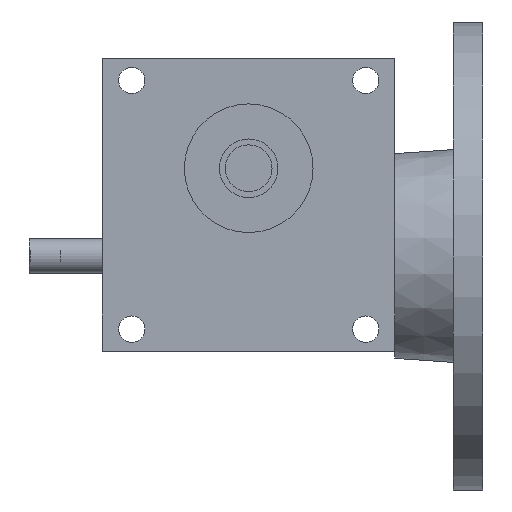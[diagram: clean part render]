
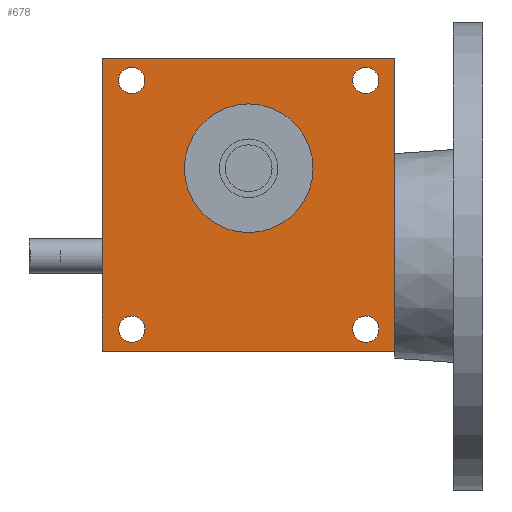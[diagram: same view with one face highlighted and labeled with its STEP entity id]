
A CAD part, front view. The second image highlights one B-rep face of the part: STEP entity #678.
In plain terms, the highlighted planar face has unit normal (0, -1, 0).
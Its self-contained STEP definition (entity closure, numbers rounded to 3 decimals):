
#678 = ADVANCED_FACE( '', ( #1385, #1386, #1387, #1388, #1389, #1390 ), #1391, .F. );
#1385 = FACE_BOUND( '', #2066, .T. );
#1386 = FACE_BOUND( '', #2067, .T. );
#1387 = FACE_BOUND( '', #2068, .T. );
#1388 = FACE_BOUND( '', #2069, .T. );
#1389 = FACE_BOUND( '', #2070, .T. );
#1390 = FACE_OUTER_BOUND( '', #2071, .T. );
#1391 = PLANE( '', #2072 );
#2066 = EDGE_LOOP( '', ( #3621 ) );
#2067 = EDGE_LOOP( '', ( #3622 ) );
#2068 = EDGE_LOOP( '', ( #3623 ) );
#2069 = EDGE_LOOP( '', ( #3624 ) );
#2070 = EDGE_LOOP( '', ( #3625 ) );
#2071 = EDGE_LOOP( '', ( #3626, #3627, #3628, #3629 ) );
#2072 = AXIS2_PLACEMENT_3D( '', #3630, #3631, #3632 );
#3621 = ORIENTED_EDGE( '', *, *, #4267, .T. );
#3622 = ORIENTED_EDGE( '', *, *, #4102, .T. );
#3623 = ORIENTED_EDGE( '', *, *, #4071, .T. );
#3624 = ORIENTED_EDGE( '', *, *, #3695, .T. );
#3625 = ORIENTED_EDGE( '', *, *, #4133, .T. );
#3626 = ORIENTED_EDGE( '', *, *, #4059, .T. );
#3627 = ORIENTED_EDGE( '', *, *, #3742, .F. );
#3628 = ORIENTED_EDGE( '', *, *, #3911, .F. );
#3629 = ORIENTED_EDGE( '', *, *, #4063, .T. );
#3630 = CARTESIAN_POINT( '', ( -50., -35., 50. ) );
#3631 = DIRECTION( '', ( 0., 1., 0. ) );
#3632 = DIRECTION( '', ( 0., 0., 1. ) );
#3695 = EDGE_CURVE( '', #4316, #4316, #4317, .T. );
#3742 = EDGE_CURVE( '', #4394, #4389, #4396, .T. );
#3911 = EDGE_CURVE( '', #4684, #4394, #4686, .T. );
#4059 = EDGE_CURVE( '', #4912, #4389, #4914, .T. );
#4063 = EDGE_CURVE( '', #4684, #4912, #4920, .T. );
#4071 = EDGE_CURVE( '', #4928, #4928, #4929, .T. );
#4102 = EDGE_CURVE( '', #4970, #4970, #4971, .T. );
#4133 = EDGE_CURVE( '', #5011, #5011, #5012, .T. );
#4267 = EDGE_CURVE( '', #5164, #5164, #5165, .T. );
#4316 = VERTEX_POINT( '', #5225 );
#4317 = CIRCLE( '', #5226, 4.5 );
#4389 = VERTEX_POINT( '', #5318 );
#4394 = VERTEX_POINT( '', #5325 );
#4396 = LINE( '', #5328, #5329 );
#4684 = VERTEX_POINT( '', #5756 );
#4686 = LINE( '', #5759, #5760 );
#4912 = VERTEX_POINT( '', #6056 );
#4914 = LINE( '', #6059, #6060 );
#4920 = LINE( '', #6066, #6067 );
#4928 = VERTEX_POINT( '', #6077 );
#4929 = CIRCLE( '', #6078, 4.5 );
#4970 = VERTEX_POINT( '', #6134 );
#4971 = CIRCLE( '', #6135, 4.5 );
#5011 = VERTEX_POINT( '', #6185 );
#5012 = CIRCLE( '', #6186, 22. );
#5164 = VERTEX_POINT( '', #6378 );
#5165 = CIRCLE( '', #6379, 4.5 );
#5225 = CARTESIAN_POINT( '', ( 44.5, -35., -42.5 ) );
#5226 = AXIS2_PLACEMENT_3D( '', #6415, #6416, #6417 );
#5318 = CARTESIAN_POINT( '', ( 50., -35., -50. ) );
#5325 = CARTESIAN_POINT( '', ( 50., -35., 50. ) );
#5328 = CARTESIAN_POINT( '', ( 50., -35., 50. ) );
#5329 = VECTOR( '', #6471, 1000. );
#5756 = CARTESIAN_POINT( '', ( -50., -35., 50. ) );
#5759 = CARTESIAN_POINT( '', ( -50., -35., 50. ) );
#5760 = VECTOR( '', #6704, 1000. );
#6056 = CARTESIAN_POINT( '', ( -50., -35., -50. ) );
#6059 = CARTESIAN_POINT( '', ( -50., -35., -50. ) );
#6060 = VECTOR( '', #6929, 1000. );
#6066 = CARTESIAN_POINT( '', ( -50., -35., 50. ) );
#6067 = VECTOR( '', #6936, 1000. );
#6077 = CARTESIAN_POINT( '', ( -35.5, -35., -42.5 ) );
#6078 = AXIS2_PLACEMENT_3D( '', #6939, #6940, #6941 );
#6134 = CARTESIAN_POINT( '', ( -35.5, -35., 42.5 ) );
#6135 = AXIS2_PLACEMENT_3D( '', #6969, #6970, #6971 );
#6185 = CARTESIAN_POINT( '', ( 22., -35., 12.5 ) );
#6186 = AXIS2_PLACEMENT_3D( '', #6997, #6998, #6999 );
#6378 = CARTESIAN_POINT( '', ( 44.5, -35., 42.5 ) );
#6379 = AXIS2_PLACEMENT_3D( '', #7094, #7095, #7096 );
#6415 = CARTESIAN_POINT( '', ( 40., -35., -42.5 ) );
#6416 = DIRECTION( '', ( 0., 1., 0. ) );
#6417 = DIRECTION( '', ( 1., 0., 0. ) );
#6471 = DIRECTION( '', ( 0., 0., -1. ) );
#6704 = DIRECTION( '', ( 1., 0., 0. ) );
#6929 = DIRECTION( '', ( 1., 0., 0. ) );
#6936 = DIRECTION( '', ( 0., 0., -1. ) );
#6939 = CARTESIAN_POINT( '', ( -40., -35., -42.5 ) );
#6940 = DIRECTION( '', ( 0., 1., 0. ) );
#6941 = DIRECTION( '', ( 1., 0., 0. ) );
#6969 = CARTESIAN_POINT( '', ( -40., -35., 42.5 ) );
#6970 = DIRECTION( '', ( 0., 1., 0. ) );
#6971 = DIRECTION( '', ( 1., 0., 0. ) );
#6997 = CARTESIAN_POINT( '', ( 0., -35., 12.5 ) );
#6998 = DIRECTION( '', ( 0., 1., 0. ) );
#6999 = DIRECTION( '', ( 1., 0., 0. ) );
#7094 = CARTESIAN_POINT( '', ( 40., -35., 42.5 ) );
#7095 = DIRECTION( '', ( 0., 1., 0. ) );
#7096 = DIRECTION( '', ( 1., 0., 0. ) );
